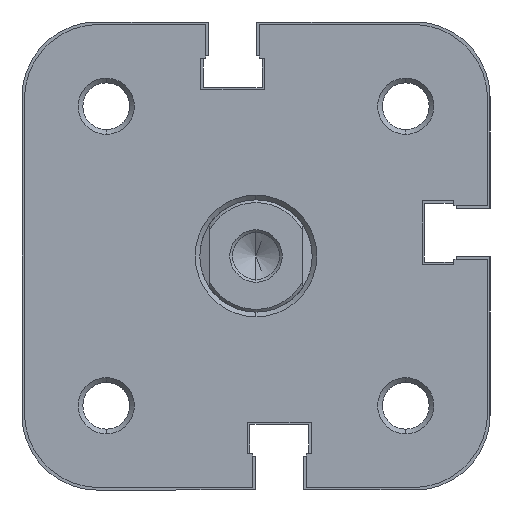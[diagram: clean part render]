
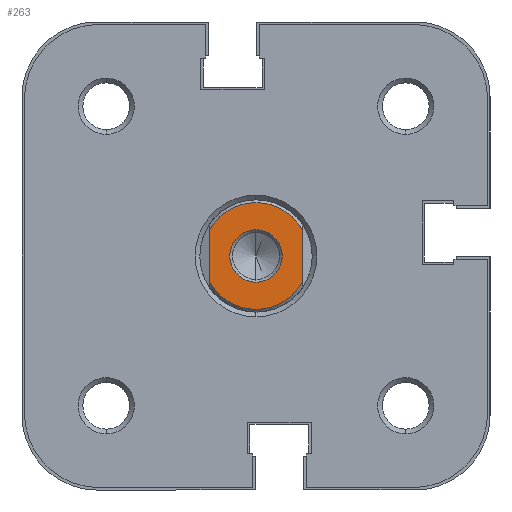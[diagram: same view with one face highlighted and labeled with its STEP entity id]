
A CAD part, left-side view. The second image highlights one B-rep face of the part: STEP entity #263.
In plain terms, the highlighted face is planar.
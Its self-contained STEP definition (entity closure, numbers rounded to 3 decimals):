
#263 = ADVANCED_FACE ( 'NONE', ( #5225, #5221 ), #529, .F. ) ;
#523 = CARTESIAN_POINT ( 'NONE',  ( 306.5, 6., 0. ) ) ;
#529 = PLANE ( 'NONE',  #4655 ) ;
#530 = DIRECTION ( 'NONE',  ( -1., 0., 0. ) ) ;
#531 = DIRECTION ( 'NONE',  ( 0., -1., 0. ) ) ;
#1434 = CARTESIAN_POINT ( 'NONE',  ( 306.5, 0., -2.8 ) ) ;
#1474 = CARTESIAN_POINT ( 'NONE',  ( 306.5, -5., 2.737 ) ) ;
#1538 = CARTESIAN_POINT ( 'NONE',  ( 306.5, 0., 2.8 ) ) ;
#1559 = CARTESIAN_POINT ( 'NONE',  ( 306.5, -5., -2.737 ) ) ;
#1567 = CARTESIAN_POINT ( 'NONE',  ( 306.5, 5., 2.737 ) ) ;
#1577 = CARTESIAN_POINT ( 'NONE',  ( 306.5, 5., -2.737 ) ) ;
#1750 = CARTESIAN_POINT ( 'NONE',  ( 306.5, 0., 0. ) ) ;
#1751 = DIRECTION ( 'NONE',  ( -1., 0., 0. ) ) ;
#1752 = DIRECTION ( 'NONE',  ( 0., -1., 0. ) ) ;
#1872 = CARTESIAN_POINT ( 'NONE',  ( 306.5, 0., 0. ) ) ;
#1881 = CARTESIAN_POINT ( 'NONE',  ( 306.5, 0., 0. ) ) ;
#1882 = DIRECTION ( 'NONE',  ( 1., 0., 0. ) ) ;
#1883 = DIRECTION ( 'NONE',  ( 0., -1., 0. ) ) ;
#1884 = CARTESIAN_POINT ( 'NONE',  ( 306.5, 0., 0. ) ) ;
#1885 = DIRECTION ( 'NONE',  ( -1., 0., 0. ) ) ;
#1886 = DIRECTION ( 'NONE',  ( 0., -1., 0. ) ) ;
#1888 = DIRECTION ( 'NONE',  ( 1., 0., 0. ) ) ;
#1889 = DIRECTION ( 'NONE',  ( 0., -1., 0. ) ) ;
#1890 = CARTESIAN_POINT ( 'NONE',  ( 306.5, -5., 3.317 ) ) ;
#1891 = DIRECTION ( 'NONE',  ( 0., 0., 1. ) ) ;
#1892 = CARTESIAN_POINT ( 'NONE',  ( 306.5, 5., 3.317 ) ) ;
#1893 = DIRECTION ( 'NONE',  ( 0., 0., -1. ) ) ;
#3502 = ORIENTED_EDGE ( 'NONE', *, *, #4207, .T. ) ;
#3550 = ORIENTED_EDGE ( 'NONE', *, *, #4211, .F. ) ;
#3623 = ORIENTED_EDGE ( 'NONE', *, *, #4208, .T. ) ;
#3636 = ORIENTED_EDGE ( 'NONE', *, *, #4210, .F. ) ;
#3639 = ORIENTED_EDGE ( 'NONE', *, *, #4157, .T. ) ;
#3655 = ORIENTED_EDGE ( 'NONE', *, *, #4209, .T. ) ;
#3756 = VERTEX_POINT ( 'NONE', #1434 ) ;
#3796 = VERTEX_POINT ( 'NONE', #1474 ) ;
#3860 = VERTEX_POINT ( 'NONE', #1538 ) ;
#3883 = VERTEX_POINT ( 'NONE', #1559 ) ;
#3892 = VERTEX_POINT ( 'NONE', #1567 ) ;
#3902 = VERTEX_POINT ( 'NONE', #1577 ) ;
#4157 = EDGE_CURVE ( 'NONE', #3756, #3860, #5809, .T. ) ;
#4207 = EDGE_CURVE ( 'NONE', #3892, #3796, #5876, .T. ) ;
#4208 = EDGE_CURVE ( 'NONE', #3860, #3756, #5878, .T. ) ;
#4209 = EDGE_CURVE ( 'NONE', #3883, #3902, #5879, .T. ) ;
#4210 = EDGE_CURVE ( 'NONE', #3883, #3796, #5872, .T. ) ;
#4211 = EDGE_CURVE ( 'NONE', #3892, #3902, #5880, .T. ) ;
#4655 = AXIS2_PLACEMENT_3D ( 'NONE', #523, #530, #531 ) ;
#4896 = AXIS2_PLACEMENT_3D ( 'NONE', #1750, #1751, #1752 ) ;
#4910 = AXIS2_PLACEMENT_3D ( 'NONE', #1884, #1885, #1886 ) ;
#4912 = AXIS2_PLACEMENT_3D ( 'NONE', #1872, #1882, #1883 ) ;
#4914 = AXIS2_PLACEMENT_3D ( 'NONE', #1881, #1888, #1889 ) ;
#5221 = FACE_OUTER_BOUND ( 'NONE', #6635, .T. ) ;
#5225 = FACE_BOUND ( 'NONE', #6638, .T. ) ;
#5809 = CIRCLE ( 'NONE', #4896, 2.8 ) ;
#5872 = LINE ( 'NONE', #1890, #5877 ) ;
#5876 = CIRCLE ( 'NONE', #4912, 5.7 ) ;
#5877 = VECTOR ( 'NONE', #1891, 1000. ) ;
#5878 = CIRCLE ( 'NONE', #4910, 2.8 ) ;
#5879 = CIRCLE ( 'NONE', #4914, 5.7 ) ;
#5880 = LINE ( 'NONE', #1892, #5881 ) ;
#5881 = VECTOR ( 'NONE', #1893, 1000. ) ;
#6635 = EDGE_LOOP ( 'NONE', ( #3636, #3655, #3550, #3502 ) ) ;
#6638 = EDGE_LOOP ( 'NONE', ( #3639, #3623 ) ) ;
